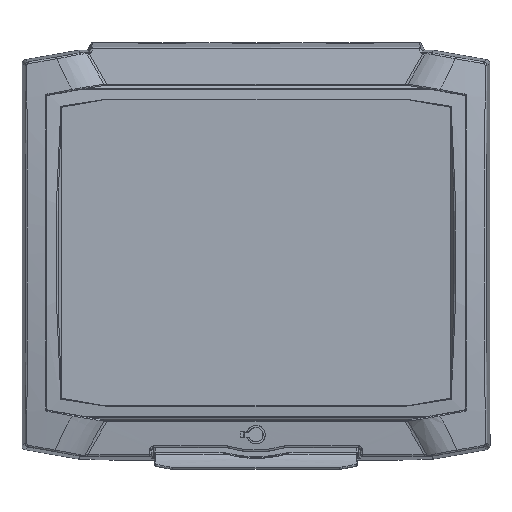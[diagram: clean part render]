
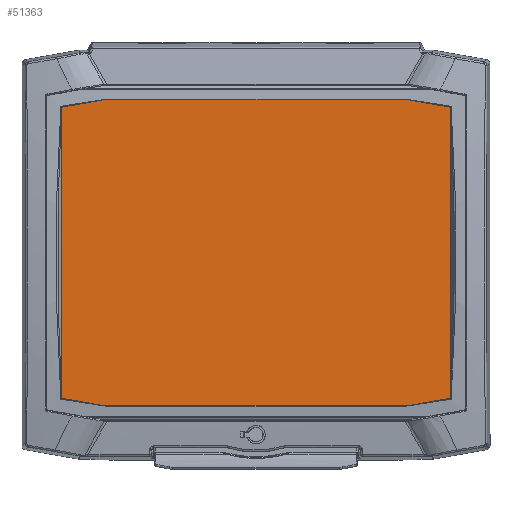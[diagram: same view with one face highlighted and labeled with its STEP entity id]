
A CAD part, top view. The second image highlights one B-rep face of the part: STEP entity #51363.
In plain terms, the highlighted planar face has unit normal (0, 0, 1).
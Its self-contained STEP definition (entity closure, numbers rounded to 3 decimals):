
#2322=PLANE('',#56336);
#5702=LINE('',#120641,#10016);
#5707=LINE('',#120684,#10021);
#5761=LINE('',#122621,#10075);
#5762=LINE('',#122700,#10076);
#5765=LINE('',#122794,#10079);
#5766=LINE('',#122873,#10080);
#6638=LINE('',#127262,#10952);
#6639=LINE('',#127263,#10953);
#10016=VECTOR('',#67943,142.418);
#10021=VECTOR('',#67956,142.418);
#10075=VECTOR('',#68274,21.832);
#10076=VECTOR('',#68283,21.832);
#10079=VECTOR('',#68292,21.832);
#10080=VECTOR('',#68301,21.832);
#10952=VECTOR('',#70389,147.);
#10953=VECTOR('',#70390,147.);
#15201=FACE_OUTER_BOUND('',#18385,.T.);
#18385=EDGE_LOOP('',(#48075,#48076,#48077,#48078,#48079,#48080,#48081,#48082));
#24761=VERTEX_POINT('',#120638);
#24762=VERTEX_POINT('',#120640);
#24769=VERTEX_POINT('',#120681);
#24770=VERTEX_POINT('',#120683);
#24873=VERTEX_POINT('',#122619);
#24875=VERTEX_POINT('',#122699);
#24877=VERTEX_POINT('',#122792);
#24879=VERTEX_POINT('',#122872);
#31775=EDGE_CURVE('',#24762,#24761,#5702,.T.);
#31784=EDGE_CURVE('',#24770,#24769,#5707,.T.);
#31946=EDGE_CURVE('',#24769,#24873,#5761,.T.);
#31950=EDGE_CURVE('',#24875,#24762,#5762,.T.);
#31956=EDGE_CURVE('',#24761,#24877,#5765,.T.);
#31960=EDGE_CURVE('',#24879,#24770,#5766,.T.);
#33097=EDGE_CURVE('',#24877,#24879,#6638,.T.);
#33098=EDGE_CURVE('',#24873,#24875,#6639,.T.);
#48075=ORIENTED_EDGE('',*,*,#31775,.T.);
#48076=ORIENTED_EDGE('',*,*,#31956,.T.);
#48077=ORIENTED_EDGE('',*,*,#33097,.T.);
#48078=ORIENTED_EDGE('',*,*,#31960,.T.);
#48079=ORIENTED_EDGE('',*,*,#31784,.T.);
#48080=ORIENTED_EDGE('',*,*,#31946,.T.);
#48081=ORIENTED_EDGE('',*,*,#33098,.T.);
#48082=ORIENTED_EDGE('',*,*,#31950,.T.);
#51363=ADVANCED_FACE('',(#15201),#2322,.T.);
#56336=AXIS2_PLACEMENT_3D('',#127261,#70387,#70388);
#67943=DIRECTION('',(0.,1.,0.));
#67956=DIRECTION('',(0.,-1.,0.));
#68274=DIRECTION('',(0.985,-0.174,0.));
#68283=DIRECTION('',(0.985,0.174,0.));
#68292=DIRECTION('',(-0.985,0.174,0.));
#68301=DIRECTION('',(-0.985,-0.174,0.));
#70387=DIRECTION('center_axis',(0.,0.,1.));
#70388=DIRECTION('ref_axis',(1.,0.,0.));
#70389=DIRECTION('',(-1.,0.,0.));
#70390=DIRECTION('',(1.,0.,0.));
#120638=CARTESIAN_POINT('',(95.,71.209,9.2));
#120640=CARTESIAN_POINT('',(95.,-71.209,9.2));
#120641=CARTESIAN_POINT('',(95.,-71.209,9.2));
#120681=CARTESIAN_POINT('',(-95.,-71.209,9.2));
#120683=CARTESIAN_POINT('',(-95.,71.209,9.2));
#120684=CARTESIAN_POINT('',(-95.,71.209,9.2));
#122619=CARTESIAN_POINT('',(-73.5,-75.,9.2));
#122621=CARTESIAN_POINT('',(-95.,-71.209,9.2));
#122699=CARTESIAN_POINT('',(73.5,-75.,9.2));
#122700=CARTESIAN_POINT('',(73.5,-75.,9.2));
#122792=CARTESIAN_POINT('',(73.5,75.,9.2));
#122794=CARTESIAN_POINT('',(95.,71.209,9.2));
#122872=CARTESIAN_POINT('',(-73.5,75.,9.2));
#122873=CARTESIAN_POINT('',(-73.5,75.,9.2));
#127261=CARTESIAN_POINT('Origin',(0.,0.,9.2));
#127262=CARTESIAN_POINT('',(73.5,75.,9.2));
#127263=CARTESIAN_POINT('',(-73.5,-75.,9.2));
